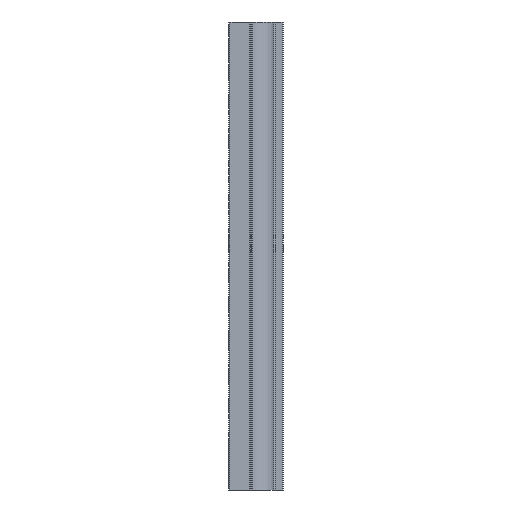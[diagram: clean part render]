
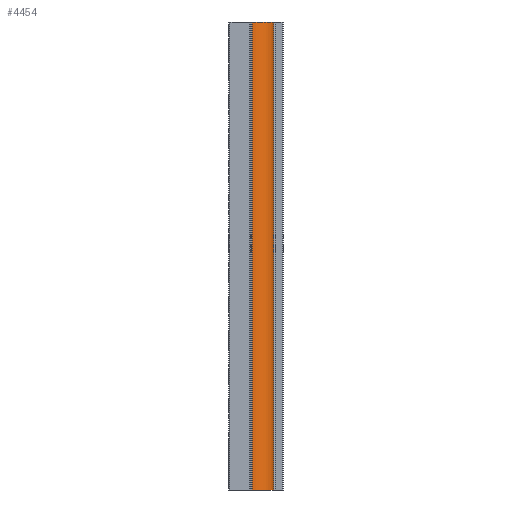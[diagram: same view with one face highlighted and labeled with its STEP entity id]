
A CAD part, left-side view. The second image highlights one B-rep face of the part: STEP entity #4454.
In plain terms, the highlighted cylindrical face has radius 7.1 mm (diameter 14.2 mm), a partial arc.
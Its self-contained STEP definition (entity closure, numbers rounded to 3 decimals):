
#240=CYLINDRICAL_SURFACE('',#4871,7.1);
#455=CIRCLE('',#4872,7.1);
#456=CIRCLE('',#4873,7.1);
#933=ORIENTED_EDGE('',*,*,#2035,.T.);
#934=ORIENTED_EDGE('',*,*,#2036,.F.);
#935=ORIENTED_EDGE('',*,*,#2037,.F.);
#936=ORIENTED_EDGE('',*,*,#2033,.T.);
#2033=EDGE_CURVE('',#2565,#2564,#2895,.T.);
#2035=EDGE_CURVE('',#2564,#2566,#455,.T.);
#2036=EDGE_CURVE('',#2567,#2566,#2896,.T.);
#2037=EDGE_CURVE('',#2565,#2567,#456,.T.);
#2564=VERTEX_POINT('',#7786);
#2565=VERTEX_POINT('',#7788);
#2566=VERTEX_POINT('',#7792);
#2567=VERTEX_POINT('',#7794);
#2895=LINE('',#7787,#3150);
#2896=LINE('',#7793,#3151);
#3150=VECTOR('',#5688,1000.);
#3151=VECTOR('',#5695,1000.);
#3422=EDGE_LOOP('',(#933,#934,#935,#936));
#3921=FACE_BOUND('',#3422,.T.);
#4454=ADVANCED_FACE('',(#3921),#240,.T.);
#4871=AXIS2_PLACEMENT_3D('',#7790,#5691,#5692);
#4872=AXIS2_PLACEMENT_3D('',#7791,#5693,#5694);
#4873=AXIS2_PLACEMENT_3D('',#7795,#5696,#5697);
#5688=DIRECTION('',(0.,0.,-1.));
#5691=DIRECTION('',(0.,0.,-1.));
#5692=DIRECTION('',(-1.,0.,0.));
#5693=DIRECTION('',(0.,0.,1.));
#5694=DIRECTION('',(1.,0.,0.));
#5695=DIRECTION('',(0.,0.,-1.));
#5696=DIRECTION('',(0.,0.,1.));
#5697=DIRECTION('',(1.,0.,0.));
#7786=CARTESIAN_POINT('',(18.368,2.95,0.));
#7787=CARTESIAN_POINT('',(18.368,2.95,145.5));
#7788=CARTESIAN_POINT('',(18.368,2.95,145.5));
#7790=CARTESIAN_POINT('',(16.5,9.8,145.5));
#7791=CARTESIAN_POINT('',(16.5,9.8,0.));
#7792=CARTESIAN_POINT('',(23.594,9.516,0.));
#7793=CARTESIAN_POINT('',(23.594,9.516,145.5));
#7794=CARTESIAN_POINT('',(23.594,9.516,145.5));
#7795=CARTESIAN_POINT('',(16.5,9.8,145.5));
